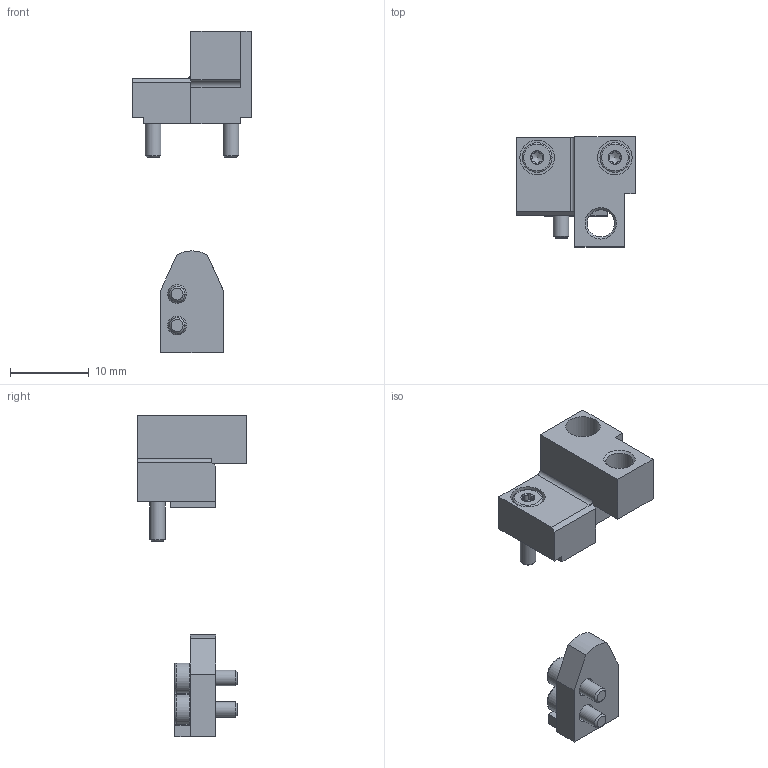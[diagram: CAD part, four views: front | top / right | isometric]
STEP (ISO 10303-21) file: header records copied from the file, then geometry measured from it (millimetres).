
FILE_DESCRIPTION(/* description */ ('STEP AP214'),/* implementation_level */ '2;1');
FILE_NAME(/* name */ '8173536_DADP-SP-G9-6-F',/* time_stamp */ '2024-08-06T10:51:19+02:00',/* author */ ('License CC BY-ND 4.0'),/* organization */ ('CADENAS'),/* preprocessor_version */ 'ST-DEVELOPER v19.3',/* originating_system */ 'PARTsolutions',/* authorisation */ ' ');
FILE_SCHEMA (('AUTOMOTIVE_DESIGN {1 0 10303 214 3 1 1}'));
Length unit declared in the file: millimetre
Products named in the file (5): 8173536 DADP-SP-G9-6-F---(high); 8156322 DGSS-6---(high_stop); ISO 14579 M2x8(F); 8156324 DGSS-6---(high_stop); ISO 14579 M2x6(F)
Assembly tree (6 placements, depth 2):
  8173536 DADP-SP-G9-6-F---(high)
    8156322 DGSS-6---(high_stop)
    ISO 14579 M2x8(F)  x2
    8156324 DGSS-6---(high_stop)
    ISO 14579 M2x6(F)  x2
Bounding box: 15.1 x 14 x 41 mm (x, y, z)
Volume: 1552.3 mm3; surface area: 1842.4 mm2
Topology: 6 solids, 6 shells, 167 faces, 395 edges, 246 vertices
Faces by surface type: cylinder 67, plane 46, cone 42, torus 12
Full cylindrical faces by diameter (mm): 2 x4, 2.3 x2, 2.4 x2, 3.459 x1, 3.8 x4, 4.4 x2
Entity records: 3159 total; most frequent: CARTESIAN_POINT 716, ORIENTED_EDGE 452, DIRECTION 450, EDGE_CURVE 226, AXIS2_PLACEMENT_3D 170, VERTEX_POINT 160, FACE_BOUND 150, EDGE_LOOP 148
